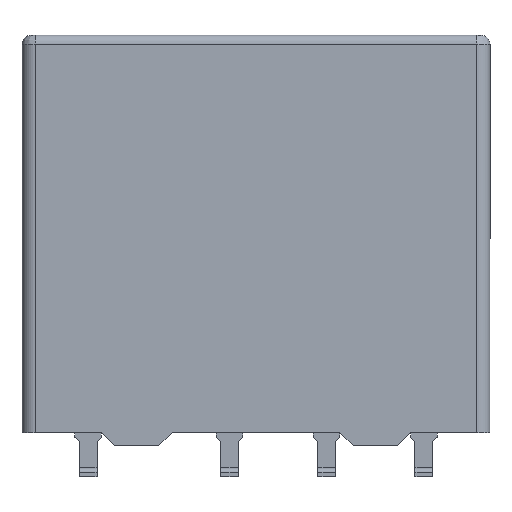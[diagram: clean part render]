
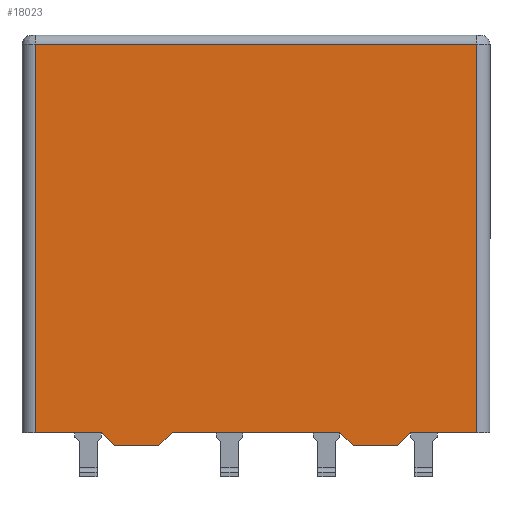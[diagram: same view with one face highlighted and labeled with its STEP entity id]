
A CAD part, front view. The second image highlights one B-rep face of the part: STEP entity #18023.
In plain terms, the highlighted planar face has unit normal (0, -1, 0).
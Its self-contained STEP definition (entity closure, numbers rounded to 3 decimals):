
#60 = EDGE_CURVE ( 'NONE', #8617, #3041, #5640, .T. ) ;
#286 = VERTEX_POINT ( 'NONE', #10212 ) ;
#429 = ORIENTED_EDGE ( 'NONE', *, *, #11252, .F. ) ;
#871 = DIRECTION ( 'NONE',  ( 0., 0., 1. ) ) ;
#1298 = LINE ( 'NONE', #2651, #17446 ) ;
#1384 = CARTESIAN_POINT ( 'NONE',  ( -5., -2.85, 1. ) ) ;
#1424 = CARTESIAN_POINT ( 'NONE',  ( -1.9, -2.85, 1. ) ) ;
#1645 = VERTEX_POINT ( 'NONE', #14016 ) ;
#1885 = VERTEX_POINT ( 'NONE', #3343 ) ;
#2129 = ORIENTED_EDGE ( 'NONE', *, *, #8972, .F. ) ;
#2324 = VECTOR ( 'NONE', #10602, 1000. ) ;
#2337 = VERTEX_POINT ( 'NONE', #15901 ) ;
#2576 = ORIENTED_EDGE ( 'NONE', *, *, #8202, .F. ) ;
#2651 = CARTESIAN_POINT ( 'NONE',  ( -1.9, -2.85, 0.999 ) ) ;
#2760 = VERTEX_POINT ( 'NONE', #10292 ) ;
#3041 = VERTEX_POINT ( 'NONE', #10911 ) ;
#3056 = CARTESIAN_POINT ( 'NONE',  ( 3.5, -2.85, 0.999 ) ) ;
#3178 = ORIENTED_EDGE ( 'NONE', *, *, #8609, .F. ) ;
#3217 = EDGE_CURVE ( 'NONE', #286, #12469, #17449, .T. ) ;
#3238 = CARTESIAN_POINT ( 'NONE',  ( -5., -2.85, 0.7 ) ) ;
#3306 = DIRECTION ( 'NONE',  ( -0.707, 0., 0.707 ) ) ;
#3343 = CARTESIAN_POINT ( 'NONE',  ( -1.9, -2.85, 1. ) ) ;
#3422 = CARTESIAN_POINT ( 'NONE',  ( 5., -2.85, 10. ) ) ;
#3480 = CARTESIAN_POINT ( 'NONE',  ( -5., -2.85, 1. ) ) ;
#3618 = ORIENTED_EDGE ( 'NONE', *, *, #10675, .T. ) ;
#3679 = LINE ( 'NONE', #6551, #6449 ) ;
#3734 = ORIENTED_EDGE ( 'NONE', *, *, #11656, .F. ) ;
#3814 = ORIENTED_EDGE ( 'NONE', *, *, #14244, .F. ) ;
#3831 = LINE ( 'NONE', #9562, #13472 ) ;
#3982 = VECTOR ( 'NONE', #18645, 1000. ) ;
#4299 = VECTOR ( 'NONE', #15924, 1000. ) ;
#4420 = ORIENTED_EDGE ( 'NONE', *, *, #14969, .F. ) ;
#4747 = ORIENTED_EDGE ( 'NONE', *, *, #60, .T. ) ;
#4985 = VECTOR ( 'NONE', #12575, 1000. ) ;
#5207 = DIRECTION ( 'NONE',  ( -1., 0., 0. ) ) ;
#5343 = LINE ( 'NONE', #6503, #8015 ) ;
#5625 = VECTOR ( 'NONE', #5918, 1000. ) ;
#5640 = LINE ( 'NONE', #17649, #10164 ) ;
#5918 = DIRECTION ( 'NONE',  ( -0.707, 0., -0.707 ) ) ;
#5932 = DIRECTION ( 'NONE',  ( 1., 0., 0. ) ) ;
#5971 = VERTEX_POINT ( 'NONE', #9453 ) ;
#6098 = LINE ( 'NONE', #3238, #17977 ) ;
#6106 = PLANE ( 'NONE',  #9997 ) ;
#6169 = LINE ( 'NONE', #16177, #7225 ) ;
#6231 = ORIENTED_EDGE ( 'NONE', *, *, #3217, .F. ) ;
#6449 = VECTOR ( 'NONE', #5207, 1000. ) ;
#6503 = CARTESIAN_POINT ( 'NONE',  ( 3.5, -2.85, 0.999 ) ) ;
#6551 = CARTESIAN_POINT ( 'NONE',  ( -5., -2.85, 0.7 ) ) ;
#6749 = VECTOR ( 'NONE', #13562, 1000. ) ;
#6761 = VERTEX_POINT ( 'NONE', #13102 ) ;
#6957 = DIRECTION ( 'NONE',  ( -0.707, 0., -0.707 ) ) ;
#7049 = LINE ( 'NONE', #1384, #15360 ) ;
#7140 = EDGE_LOOP ( 'NONE', ( #429, #17648, #4747, #3178, #10072, #3734, #15461, #16427, #4420, #2129, #13751, #2576, #6231, #3814, #3618, #16541 ) ) ;
#7184 = DIRECTION ( 'NONE',  ( 0., 0., -1. ) ) ;
#7225 = VECTOR ( 'NONE', #3306, 1000. ) ;
#7366 = DIRECTION ( 'NONE',  ( 0., 0., 1. ) ) ;
#7519 = CARTESIAN_POINT ( 'NONE',  ( -1.9, -2.85, 0.999 ) ) ;
#7726 = LINE ( 'NONE', #3422, #2324 ) ;
#7811 = CARTESIAN_POINT ( 'NONE',  ( 1.9, -2.85, 0.999 ) ) ;
#8015 = VECTOR ( 'NONE', #10814, 1000. ) ;
#8088 = VERTEX_POINT ( 'NONE', #15932 ) ;
#8202 = EDGE_CURVE ( 'NONE', #12469, #8088, #6098, .T. ) ;
#8359 = LINE ( 'NONE', #15707, #13141 ) ;
#8437 = VERTEX_POINT ( 'NONE', #7519 ) ;
#8446 = CARTESIAN_POINT ( 'NONE',  ( -5., -2.85, 9.8 ) ) ;
#8609 = EDGE_CURVE ( 'NONE', #8949, #3041, #10176, .T. ) ;
#8617 = VERTEX_POINT ( 'NONE', #3480 ) ;
#8949 = VERTEX_POINT ( 'NONE', #18219 ) ;
#8972 = EDGE_CURVE ( 'NONE', #18288, #1645, #3831, .T. ) ;
#9453 = CARTESIAN_POINT ( 'NONE',  ( -3.201, -2.85, 0.7 ) ) ;
#9562 = CARTESIAN_POINT ( 'NONE',  ( 1.9, -2.85, 1. ) ) ;
#9787 = DIRECTION ( 'NONE',  ( 1., 0., 0. ) ) ;
#9997 = AXIS2_PLACEMENT_3D ( 'NONE', #17931, #16031, #7366 ) ;
#10072 = ORIENTED_EDGE ( 'NONE', *, *, #11269, .F. ) ;
#10164 = VECTOR ( 'NONE', #5932, 1000. ) ;
#10176 = LINE ( 'NONE', #17498, #3982 ) ;
#10212 = CARTESIAN_POINT ( 'NONE',  ( 3.5, -2.85, 0.999 ) ) ;
#10285 = DIRECTION ( 'NONE',  ( -1., 0., 0. ) ) ;
#10292 = CARTESIAN_POINT ( 'NONE',  ( -2.199, -2.85, 0.7 ) ) ;
#10602 = DIRECTION ( 'NONE',  ( 0., 0., -1. ) ) ;
#10675 = EDGE_CURVE ( 'NONE', #6761, #2337, #8359, .T. ) ;
#10719 = VERTEX_POINT ( 'NONE', #14114 ) ;
#10814 = DIRECTION ( 'NONE',  ( 0., 0., -1. ) ) ;
#10911 = CARTESIAN_POINT ( 'NONE',  ( -3.5, -2.85, 1. ) ) ;
#11252 = EDGE_CURVE ( 'NONE', #18839, #10719, #11375, .T. ) ;
#11269 = EDGE_CURVE ( 'NONE', #5971, #8949, #16018, .T. ) ;
#11375 = LINE ( 'NONE', #11559, #4299 ) ;
#11559 = CARTESIAN_POINT ( 'NONE',  ( 5., -2.85, 9.8 ) ) ;
#11656 = EDGE_CURVE ( 'NONE', #2760, #5971, #3679, .T. ) ;
#12469 = VERTEX_POINT ( 'NONE', #13656 ) ;
#12575 = DIRECTION ( 'NONE',  ( 0., 0., 1. ) ) ;
#13102 = CARTESIAN_POINT ( 'NONE',  ( 3.5, -2.85, 1. ) ) ;
#13141 = VECTOR ( 'NONE', #9787, 1000. ) ;
#13287 = FACE_OUTER_BOUND ( 'NONE', #7140, .T. ) ;
#13472 = VECTOR ( 'NONE', #871, 1000. ) ;
#13473 = DIRECTION ( 'NONE',  ( -1., 0., 0. ) ) ;
#13562 = DIRECTION ( 'NONE',  ( -0.707, 0., 0.707 ) ) ;
#13656 = CARTESIAN_POINT ( 'NONE',  ( 3.201, -2.85, 0.7 ) ) ;
#13751 = ORIENTED_EDGE ( 'NONE', *, *, #17031, .F. ) ;
#14016 = CARTESIAN_POINT ( 'NONE',  ( 1.9, -2.85, 1. ) ) ;
#14114 = CARTESIAN_POINT ( 'NONE',  ( 5., -2.85, 9.8 ) ) ;
#14244 = EDGE_CURVE ( 'NONE', #6761, #286, #5343, .T. ) ;
#14697 = EDGE_CURVE ( 'NONE', #8437, #2760, #1298, .T. ) ;
#14969 = EDGE_CURVE ( 'NONE', #1645, #1885, #7049, .T. ) ;
#15252 = EDGE_CURVE ( 'NONE', #8617, #18839, #18165, .T. ) ;
#15360 = VECTOR ( 'NONE', #10285, 1000. ) ;
#15461 = ORIENTED_EDGE ( 'NONE', *, *, #14697, .F. ) ;
#15519 = CARTESIAN_POINT ( 'NONE',  ( -5., -2.85, 10. ) ) ;
#15707 = CARTESIAN_POINT ( 'NONE',  ( 5., -2.85, 1. ) ) ;
#15851 = LINE ( 'NONE', #1424, #18498 ) ;
#15901 = CARTESIAN_POINT ( 'NONE',  ( 5., -2.85, 1. ) ) ;
#15924 = DIRECTION ( 'NONE',  ( 1., 0., 0. ) ) ;
#15932 = CARTESIAN_POINT ( 'NONE',  ( 2.199, -2.85, 0.7 ) ) ;
#16018 = LINE ( 'NONE', #17161, #6749 ) ;
#16031 = DIRECTION ( 'NONE',  ( 0., 1., 0. ) ) ;
#16177 = CARTESIAN_POINT ( 'NONE',  ( 2.199, -2.85, 0.7 ) ) ;
#16427 = ORIENTED_EDGE ( 'NONE', *, *, #17855, .F. ) ;
#16541 = ORIENTED_EDGE ( 'NONE', *, *, #16800, .F. ) ;
#16800 = EDGE_CURVE ( 'NONE', #10719, #2337, #7726, .T. ) ;
#17031 = EDGE_CURVE ( 'NONE', #8088, #18288, #6169, .T. ) ;
#17161 = CARTESIAN_POINT ( 'NONE',  ( -3.201, -2.85, 0.7 ) ) ;
#17446 = VECTOR ( 'NONE', #6957, 1000. ) ;
#17449 = LINE ( 'NONE', #3056, #5625 ) ;
#17498 = CARTESIAN_POINT ( 'NONE',  ( -3.5, -2.85, 0.999 ) ) ;
#17648 = ORIENTED_EDGE ( 'NONE', *, *, #15252, .F. ) ;
#17649 = CARTESIAN_POINT ( 'NONE',  ( 5., -2.85, 1. ) ) ;
#17855 = EDGE_CURVE ( 'NONE', #1885, #8437, #15851, .T. ) ;
#17931 = CARTESIAN_POINT ( 'NONE',  ( -5., -2.85, 10. ) ) ;
#17977 = VECTOR ( 'NONE', #13473, 1000. ) ;
#18023 = ADVANCED_FACE ( 'NONE', ( #13287 ), #6106, .F. ) ;
#18165 = LINE ( 'NONE', #15519, #4985 ) ;
#18219 = CARTESIAN_POINT ( 'NONE',  ( -3.5, -2.85, 0.999 ) ) ;
#18288 = VERTEX_POINT ( 'NONE', #7811 ) ;
#18498 = VECTOR ( 'NONE', #7184, 1000. ) ;
#18645 = DIRECTION ( 'NONE',  ( 0., 0., 1. ) ) ;
#18839 = VERTEX_POINT ( 'NONE', #8446 ) ;
